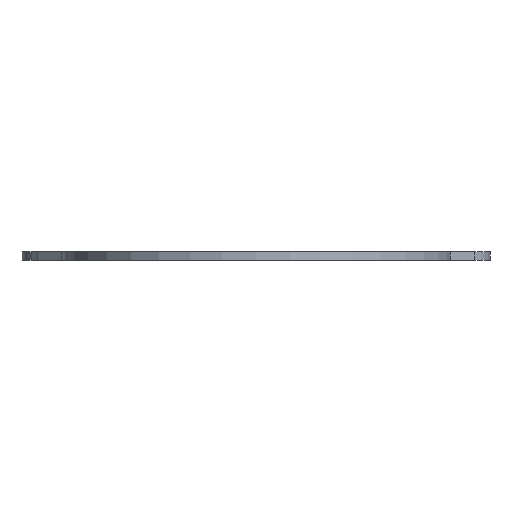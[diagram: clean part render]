
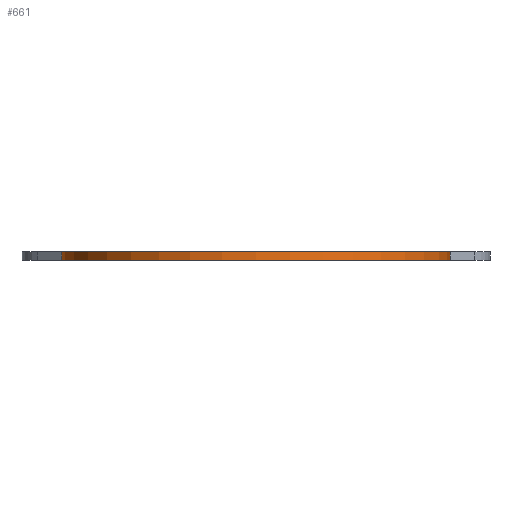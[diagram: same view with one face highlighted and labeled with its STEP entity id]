
A CAD part, front view. The second image highlights one B-rep face of the part: STEP entity #661.
In plain terms, the highlighted cylindrical face has radius 11 mm (diameter 22 mm), a partial arc.
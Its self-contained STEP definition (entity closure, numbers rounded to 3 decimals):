
#14 = CARTESIAN_POINT ( 'NONE',  ( 0., 0., -0.25 ) ) ;
#32 = CARTESIAN_POINT ( 'NONE',  ( 0., 0., 0.25 ) ) ;
#35 = LINE ( 'NONE', #103, #831 ) ;
#48 = DIRECTION ( 'NONE',  ( -1., 0., 0. ) ) ;
#77 = CARTESIAN_POINT ( 'NONE',  ( -11., 0., 0.25 ) ) ;
#103 = CARTESIAN_POINT ( 'NONE',  ( -11., 0., 0.25 ) ) ;
#105 = DIRECTION ( 'NONE',  ( 0., 0., -1. ) ) ;
#106 = DIRECTION ( 'NONE',  ( 0., 0., -1. ) ) ;
#129 = CARTESIAN_POINT ( 'NONE',  ( -11., 0., -0.25 ) ) ;
#138 = DIRECTION ( 'NONE',  ( 0., 0., 1. ) ) ;
#192 = DIRECTION ( 'NONE',  ( 1., 0., 0. ) ) ;
#220 = CARTESIAN_POINT ( 'NONE',  ( 11., 0., 0.25 ) ) ;
#230 = CARTESIAN_POINT ( 'NONE',  ( 11., 0., -0.25 ) ) ;
#263 = VECTOR ( 'NONE', #781, 1000. ) ;
#277 = AXIS2_PLACEMENT_3D ( 'NONE', #14, #138, #192 ) ;
#336 = ORIENTED_EDGE ( 'NONE', *, *, #588, .F. ) ;
#406 = DIRECTION ( 'NONE',  ( 1., 0., 0. ) ) ;
#408 = CARTESIAN_POINT ( 'NONE',  ( 0., 0., 0.25 ) ) ;
#409 = DIRECTION ( 'NONE',  ( 0., 0., 1. ) ) ;
#424 = EDGE_LOOP ( 'NONE', ( #336, #504, #503, #506 ) ) ;
#503 = ORIENTED_EDGE ( 'NONE', *, *, #613, .T. ) ;
#504 = ORIENTED_EDGE ( 'NONE', *, *, #517, .F. ) ;
#506 = ORIENTED_EDGE ( 'NONE', *, *, #604, .T. ) ;
#517 = EDGE_CURVE ( 'NONE', #990, #961, #575, .T. ) ;
#557 = CIRCLE ( 'NONE', #277, 11. ) ;
#575 = CIRCLE ( 'NONE', #725, 11. ) ;
#588 = EDGE_CURVE ( 'NONE', #961, #952, #739, .T. ) ;
#604 = EDGE_CURVE ( 'NONE', #987, #952, #557, .T. ) ;
#613 = EDGE_CURVE ( 'NONE', #990, #987, #35, .T. ) ;
#661 = ADVANCED_FACE ( 'NONE', ( #834 ), #839, .T. ) ;
#725 = AXIS2_PLACEMENT_3D ( 'NONE', #408, #409, #406 ) ;
#739 = LINE ( 'NONE', #768, #263 ) ;
#768 = CARTESIAN_POINT ( 'NONE',  ( 11., 0., 0.25 ) ) ;
#781 = DIRECTION ( 'NONE',  ( 0., 0., -1. ) ) ;
#831 = VECTOR ( 'NONE', #105, 1000. ) ;
#834 = FACE_OUTER_BOUND ( 'NONE', #424, .T. ) ;
#839 = CYLINDRICAL_SURFACE ( 'NONE', #842, 11. ) ;
#842 = AXIS2_PLACEMENT_3D ( 'NONE', #32, #106, #48 ) ;
#952 = VERTEX_POINT ( 'NONE', #230 ) ;
#961 = VERTEX_POINT ( 'NONE', #220 ) ;
#987 = VERTEX_POINT ( 'NONE', #129 ) ;
#990 = VERTEX_POINT ( 'NONE', #77 ) ;
